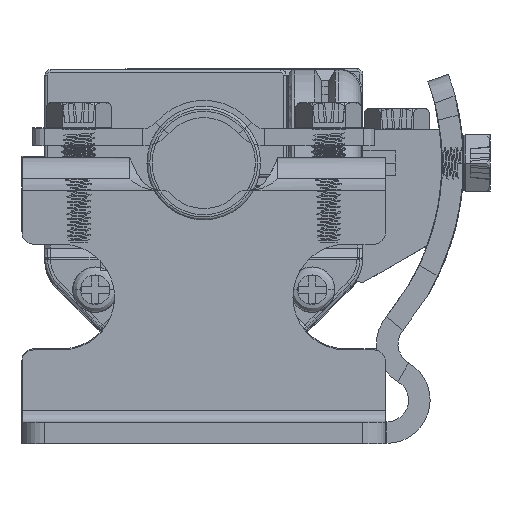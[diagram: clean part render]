
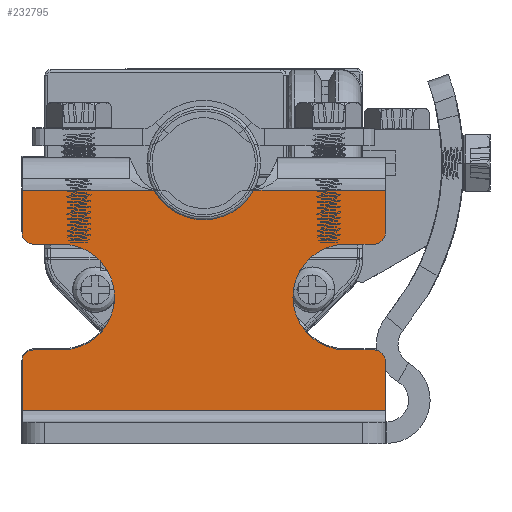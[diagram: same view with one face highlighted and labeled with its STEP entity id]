
A CAD part, front view. The second image highlights one B-rep face of the part: STEP entity #232795.
In plain terms, the highlighted planar face has unit normal (0, -1, 0).
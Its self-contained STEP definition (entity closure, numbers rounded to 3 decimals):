
#222253=CARTESIAN_POINT('',(-3.666,-1.9,21.3));
#222254=DIRECTION('',(0.,-1.,0.));
#222255=DIRECTION('',(0.733,0.,0.68));
#222256=AXIS2_PLACEMENT_3D('',#222253,#222254,#222255);
#222258=CARTESIAN_POINT('',(0.,-1.9,24.7));
#222259=DIRECTION('',(0.,1.,0.));
#222260=DIRECTION('',(0.733,0.,-0.68));
#222261=AXIS2_PLACEMENT_3D('',#222258,#222259,#222260);
#222263=CARTESIAN_POINT('',(3.666,-1.9,21.3));
#222264=DIRECTION('',(0.,-1.,0.));
#222265=DIRECTION('',(0.,0.,1.));
#222266=AXIS2_PLACEMENT_3D('',#222263,#222264,#222265);
#222268=DIRECTION('',(-1.,0.,0.));
#222269=VECTOR('',#222268,0.313);
#222270=CARTESIAN_POINT('',(3.979,-1.9,22.3));
#222271=LINE('',#222270,#222269);
#222272=CARTESIAN_POINT('',(15.,-1.9,18.55));
#222273=DIRECTION('',(0.,-1.,0.));
#222274=DIRECTION('',(0.,0.,-1.));
#222275=AXIS2_PLACEMENT_3D('',#222272,#222273,#222274);
#222277=DIRECTION('',(-1.,0.,0.));
#222278=VECTOR('',#222277,2.5);
#222279=CARTESIAN_POINT('',(15.,-1.9,17.55));
#222280=LINE('',#222279,#222278);
#222281=CARTESIAN_POINT('',(12.5,-1.9,12.9));
#222282=DIRECTION('',(0.,-1.,0.));
#222283=DIRECTION('',(0.,0.,1.));
#222284=AXIS2_PLACEMENT_3D('',#222281,#222282,#222283);
#222286=DIRECTION('',(-1.,0.,0.));
#222287=VECTOR('',#222286,2.5);
#222288=CARTESIAN_POINT('',(15.,-1.9,8.25));
#222289=LINE('',#222288,#222287);
#222290=CARTESIAN_POINT('',(15.,-1.9,7.25));
#222291=DIRECTION('',(0.,-1.,0.));
#222292=DIRECTION('',(1.,0.,0.));
#222293=AXIS2_PLACEMENT_3D('',#222290,#222291,#222292);
#222295=DIRECTION('',(1.,0.,0.));
#222296=VECTOR('',#222295,32.);
#222297=CARTESIAN_POINT('',(-16.,-1.9,2.9));
#222298=LINE('',#222297,#222296);
#222299=CARTESIAN_POINT('',(-15.,-1.9,7.25));
#222300=DIRECTION('',(0.,-1.,0.));
#222301=DIRECTION('',(0.,0.,1.));
#222302=AXIS2_PLACEMENT_3D('',#222299,#222300,#222301);
#222304=DIRECTION('',(1.,0.,0.));
#222305=VECTOR('',#222304,2.5);
#222306=CARTESIAN_POINT('',(-15.,-1.9,8.25));
#222307=LINE('',#222306,#222305);
#222308=CARTESIAN_POINT('',(-12.5,-1.9,12.9));
#222309=DIRECTION('',(0.,-1.,0.));
#222310=DIRECTION('',(0.,0.,-1.));
#222311=AXIS2_PLACEMENT_3D('',#222308,#222309,#222310);
#222313=DIRECTION('',(1.,0.,0.));
#222314=VECTOR('',#222313,2.5);
#222315=CARTESIAN_POINT('',(-15.,-1.9,17.55));
#222316=LINE('',#222315,#222314);
#222317=CARTESIAN_POINT('',(-15.,-1.9,18.55));
#222318=DIRECTION('',(0.,-1.,0.));
#222319=DIRECTION('',(-1.,0.,0.));
#222320=AXIS2_PLACEMENT_3D('',#222317,#222318,#222319);
#222322=DIRECTION('',(-1.,0.,0.));
#222323=VECTOR('',#222322,0.313);
#222324=CARTESIAN_POINT('',(-3.666,-1.9,22.3));
#222325=LINE('',#222324,#222323);
#222581=CARTESIAN_POINT('',(-3.979,-1.9,22.3));
#222583=DIRECTION('',(1.,0.,0.));
#222584=VECTOR('',#222583,12.021);
#222585=CARTESIAN_POINT('',(-16.,-1.9,22.3));
#222586=LINE('',#222585,#222584);
#223083=CARTESIAN_POINT('',(3.979,-1.9,22.3));
#223107=DIRECTION('',(1.,0.,0.));
#223108=VECTOR('',#223107,12.021);
#223109=CARTESIAN_POINT('',(3.979,-1.9,22.3));
#223110=LINE('',#223109,#223108);
#223131=DIRECTION('',(0.,0.,1.));
#223132=VECTOR('',#223131,3.75);
#223133=CARTESIAN_POINT('',(16.,-1.9,18.55));
#223134=LINE('',#223133,#223132);
#223167=DIRECTION('',(0.,0.,1.));
#223168=VECTOR('',#223167,4.35);
#223169=CARTESIAN_POINT('',(16.,-1.9,2.9));
#223170=LINE('',#223169,#223168);
#229208=DIRECTION('',(0.,0.,1.));
#229209=VECTOR('',#229208,3.75);
#229210=CARTESIAN_POINT('',(-16.,-1.9,18.55));
#229211=LINE('',#229210,#229209);
#229232=DIRECTION('',(0.,0.,1.));
#229233=VECTOR('',#229232,4.35);
#229234=CARTESIAN_POINT('',(-16.,-1.9,2.9));
#229235=LINE('',#229234,#229233);
#231781=CARTESIAN_POINT('',(12.5,-1.9,17.55));
#231782=CARTESIAN_POINT('',(12.5,-1.9,8.25));
#231783=VERTEX_POINT('',#231781);
#231784=VERTEX_POINT('',#231782);
#231785=CARTESIAN_POINT('',(-12.5,-1.9,8.25));
#231786=CARTESIAN_POINT('',(-12.5,-1.9,17.55));
#231787=VERTEX_POINT('',#231785);
#231788=VERTEX_POINT('',#231786);
#231813=CARTESIAN_POINT('',(16.,-1.9,7.25));
#231814=VERTEX_POINT('',#231813);
#231815=CARTESIAN_POINT('',(15.,-1.9,8.25));
#231816=VERTEX_POINT('',#231815);
#231821=CARTESIAN_POINT('',(15.,-1.9,17.55));
#231822=VERTEX_POINT('',#231821);
#231823=CARTESIAN_POINT('',(16.,-1.9,18.55));
#231824=VERTEX_POINT('',#231823);
#231829=CARTESIAN_POINT('',(-16.,-1.9,18.55));
#231830=VERTEX_POINT('',#231829);
#231831=CARTESIAN_POINT('',(-15.,-1.9,17.55));
#231832=VERTEX_POINT('',#231831);
#231837=CARTESIAN_POINT('',(-15.,-1.9,8.25));
#231838=VERTEX_POINT('',#231837);
#231839=CARTESIAN_POINT('',(-16.,-1.9,7.25));
#231840=VERTEX_POINT('',#231839);
#231849=CARTESIAN_POINT('',(-16.,-1.9,2.9));
#231850=VERTEX_POINT('',#231849);
#231851=CARTESIAN_POINT('',(-16.,-1.9,22.3));
#231852=VERTEX_POINT('',#231851);
#231853=CARTESIAN_POINT('',(16.,-1.9,2.9));
#231854=VERTEX_POINT('',#231853);
#231855=CARTESIAN_POINT('',(16.,-1.9,22.3));
#231856=VERTEX_POINT('',#231855);
#231947=VERTEX_POINT('',#222581);
#231948=VERTEX_POINT('',#223083);
#231957=CARTESIAN_POINT('',(-2.933,-1.9,21.98));
#231958=VERTEX_POINT('',#231957);
#231959=CARTESIAN_POINT('',(-3.666,-1.9,22.3));
#231960=VERTEX_POINT('',#231959);
#231965=CARTESIAN_POINT('',(3.666,-1.9,22.3));
#231966=VERTEX_POINT('',#231965);
#231967=CARTESIAN_POINT('',(2.933,-1.9,21.98));
#231968=VERTEX_POINT('',#231967);
#232745=CARTESIAN_POINT('',(-16.,-1.9,2.9));
#232746=DIRECTION('',(0.,1.,0.));
#232747=DIRECTION('',(0.,0.,1.));
#232748=AXIS2_PLACEMENT_3D('',#232745,#232746,#232747);
#232749=PLANE('',#232748);
#232751=ORIENTED_EDGE('',*,*,#232750,.F.);
#232753=ORIENTED_EDGE('',*,*,#232752,.F.);
#232755=ORIENTED_EDGE('',*,*,#232754,.F.);
#232757=ORIENTED_EDGE('',*,*,#232756,.F.);
#232759=ORIENTED_EDGE('',*,*,#232758,.T.);
#232761=ORIENTED_EDGE('',*,*,#232760,.F.);
#232763=ORIENTED_EDGE('',*,*,#232762,.F.);
#232765=ORIENTED_EDGE('',*,*,#232764,.T.);
#232767=ORIENTED_EDGE('',*,*,#232766,.T.);
#232769=ORIENTED_EDGE('',*,*,#232768,.F.);
#232771=ORIENTED_EDGE('',*,*,#232770,.F.);
#232773=ORIENTED_EDGE('',*,*,#232772,.F.);
#232774=ORIENTED_EDGE('',*,*,#232738,.F.);
#232776=ORIENTED_EDGE('',*,*,#232775,.T.);
#232778=ORIENTED_EDGE('',*,*,#232777,.F.);
#232780=ORIENTED_EDGE('',*,*,#232779,.T.);
#232782=ORIENTED_EDGE('',*,*,#232781,.T.);
#232784=ORIENTED_EDGE('',*,*,#232783,.F.);
#232786=ORIENTED_EDGE('',*,*,#232785,.F.);
#232788=ORIENTED_EDGE('',*,*,#232787,.T.);
#232790=ORIENTED_EDGE('',*,*,#232789,.T.);
#232792=ORIENTED_EDGE('',*,*,#232791,.F.);
#232793=EDGE_LOOP('',(#232751,#232753,#232755,#232757,#232759,#232761,#232763,
#232765,#232767,#232769,#232771,#232773,#232774,#232776,#232778,#232780,#232782,
#232784,#232786,#232788,#232790,#232792));
#232794=FACE_OUTER_BOUND('',#232793,.F.);
#232795=ADVANCED_FACE('',(#232794),#232749,.F.);
#222257=CIRCLE('',#222256,1.);
#222262=CIRCLE('',#222261,4.);
#222267=CIRCLE('',#222266,1.);
#222276=CIRCLE('',#222275,1.);
#222285=CIRCLE('',#222284,4.65);
#222294=CIRCLE('',#222293,1.);
#222303=CIRCLE('',#222302,1.);
#222312=CIRCLE('',#222311,4.65);
#222321=CIRCLE('',#222320,1.);
#232738=EDGE_CURVE('',#231850,#231854,#222298,.T.);
#232750=EDGE_CURVE('',#231958,#231960,#222257,.T.);
#232752=EDGE_CURVE('',#231968,#231958,#222262,.T.);
#232754=EDGE_CURVE('',#231966,#231968,#222267,.T.);
#232756=EDGE_CURVE('',#231948,#231966,#222271,.T.);
#232758=EDGE_CURVE('',#231948,#231856,#223110,.T.);
#232760=EDGE_CURVE('',#231824,#231856,#223134,.T.);
#232762=EDGE_CURVE('',#231822,#231824,#222276,.T.);
#232764=EDGE_CURVE('',#231822,#231783,#222280,.T.);
#232766=EDGE_CURVE('',#231783,#231784,#222285,.T.);
#232768=EDGE_CURVE('',#231816,#231784,#222289,.T.);
#232770=EDGE_CURVE('',#231814,#231816,#222294,.T.);
#232772=EDGE_CURVE('',#231854,#231814,#223170,.T.);
#232775=EDGE_CURVE('',#231850,#231840,#229235,.T.);
#232777=EDGE_CURVE('',#231838,#231840,#222303,.T.);
#232779=EDGE_CURVE('',#231838,#231787,#222307,.T.);
#232781=EDGE_CURVE('',#231787,#231788,#222312,.T.);
#232783=EDGE_CURVE('',#231832,#231788,#222316,.T.);
#232785=EDGE_CURVE('',#231830,#231832,#222321,.T.);
#232787=EDGE_CURVE('',#231830,#231852,#229211,.T.);
#232789=EDGE_CURVE('',#231852,#231947,#222586,.T.);
#232791=EDGE_CURVE('',#231960,#231947,#222325,.T.);
